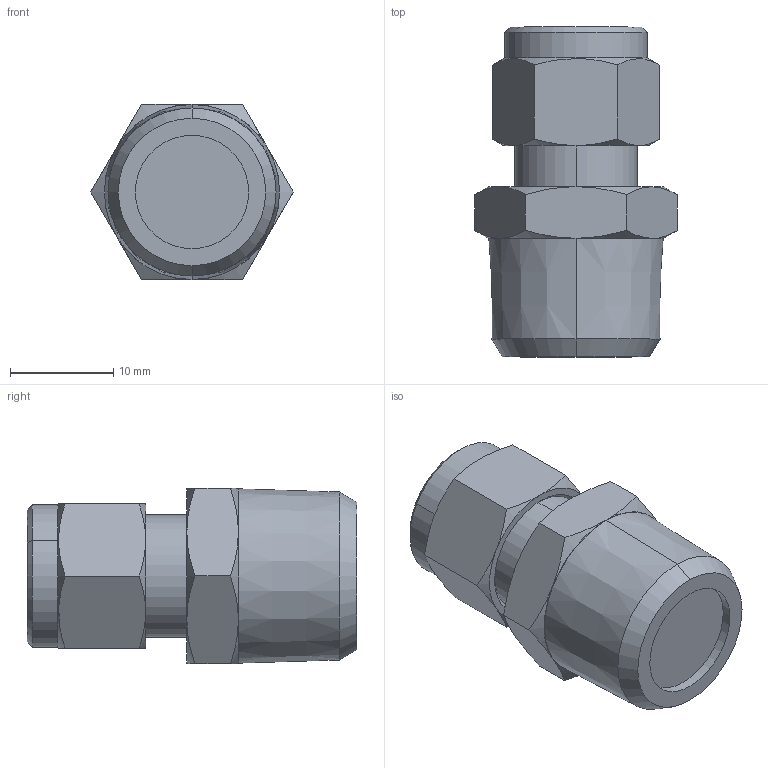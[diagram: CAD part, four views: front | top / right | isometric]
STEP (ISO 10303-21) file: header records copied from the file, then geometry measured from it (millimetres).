
FILE_DESCRIPTION (( 'STEP AP214' ), '1' );
FILE_NAME ('1048000008.step', '2013-02-25T17:16:01', ( '' ), ( '' ), 'SwSTEP 2.0', 'SolidWorks 2012', '' );
FILE_SCHEMA (( 'AUTOMOTIVE_DESIGN' ));
Length unit declared in the file: millimetre
Products named in the file (1): 1048000008
Bounding box: 19.63 x 32 x 17 mm (x, y, z)
Volume: 5833 mm3; surface area: 2176.8 mm2
Topology: 1 solids, 1 shells, 57 faces, 124 edges, 74 vertices
Faces by surface type: cone 30, plane 19, cylinder 8
Entity records: 2379 total; most frequent: CARTESIAN_POINT 524, ORIENTED_EDGE 248, DIRECTION 244, EDGE_CURVE 124, AXIS2_PLACEMENT_3D 106, VERTEX_POINT 74, EDGE_LOOP 62, UNCERTAINTY_MEASURE_WITH_UNIT 60
